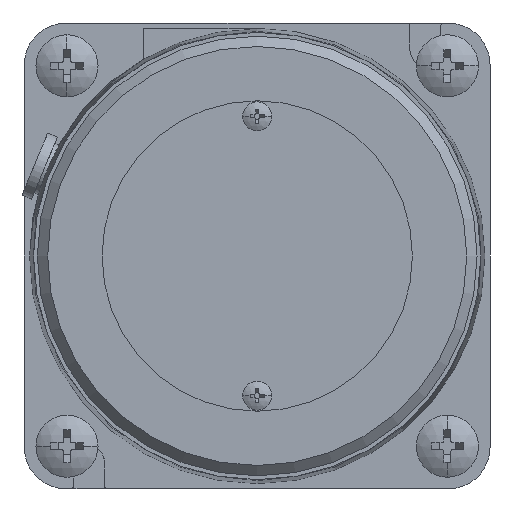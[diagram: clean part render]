
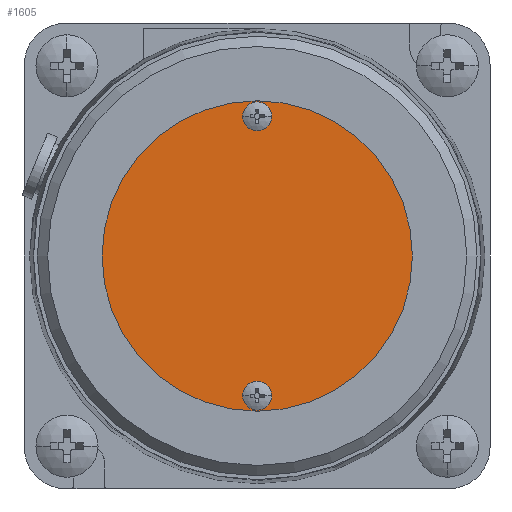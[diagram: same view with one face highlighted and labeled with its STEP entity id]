
A CAD part, left-side view. The second image highlights one B-rep face of the part: STEP entity #1605.
In plain terms, the highlighted planar face has unit normal (-1, 0, 0).
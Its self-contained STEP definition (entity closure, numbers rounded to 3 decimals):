
#737=PLANE('',#13893);
#1605=ADVANCED_FACE('',(#2582),#737,.T.);
#2582=FACE_OUTER_BOUND('',#3416,.T.);
#3416=EDGE_LOOP('',(#8410));
#8410=ORIENTED_EDGE('',*,*,#11432,.T.);
#9692=VERTEX_POINT('',#22679);
#11432=EDGE_CURVE('',#9692,#9692,#12330,.T.);
#12330=CIRCLE('',#13890,30.);
#13890=AXIS2_PLACEMENT_3D('',#22678,#17764,#17765);
#13893=AXIS2_PLACEMENT_3D('',#22682,#17770,#17771);
#17764=DIRECTION('',(-1.,0.,0.));
#17765=DIRECTION('',(0.,0.,1.));
#17770=DIRECTION('',(-1.,0.,0.));
#17771=DIRECTION('',(0.,0.,1.));
#22678=CARTESIAN_POINT('',(2533.792,-775.157,0.));
#22679=CARTESIAN_POINT('',(2533.792,-775.157,30.));
#22682=CARTESIAN_POINT('',(2533.792,-745.157,0.));
